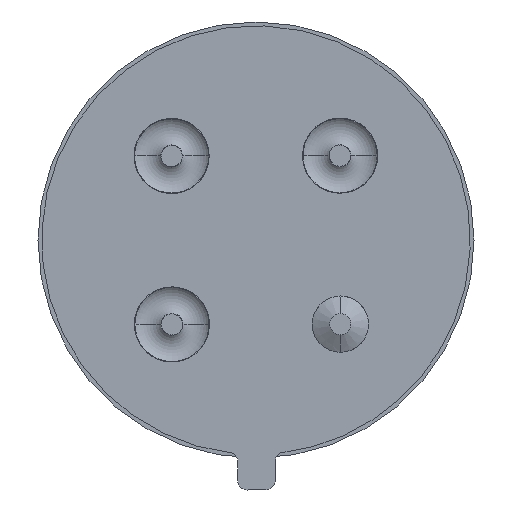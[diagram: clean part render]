
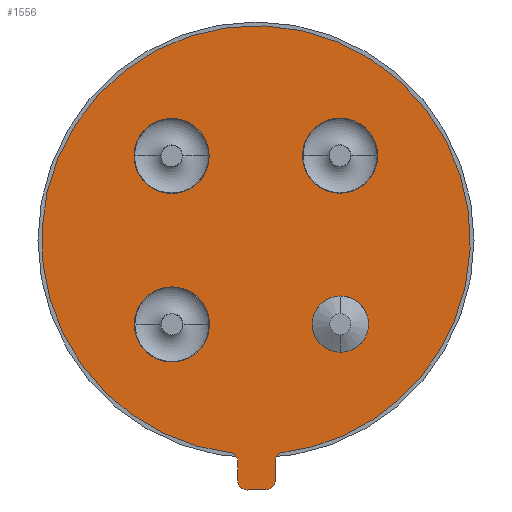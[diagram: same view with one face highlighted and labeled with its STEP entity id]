
A CAD part, front view. The second image highlights one B-rep face of the part: STEP entity #1556.
In plain terms, the highlighted planar face has unit normal (0, -1, 0).
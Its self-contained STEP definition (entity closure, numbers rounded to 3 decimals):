
#1048=CARTESIAN_POINT('',(0.,0.,0.));
#1049=DIRECTION('',(0.,-1.,0.));
#1050=DIRECTION('',(0.,0.,1.));
#1051=AXIS2_PLACEMENT_3D('',#1048,#1049,#1050);
#1053=CARTESIAN_POINT('',(0.,0.,0.));
#1054=DIRECTION('',(0.,-1.,0.));
#1055=DIRECTION('',(0.,0.,-1.));
#1056=AXIS2_PLACEMENT_3D('',#1053,#1054,#1055);
#1058=CARTESIAN_POINT('',(0.,0.,0.));
#1059=DIRECTION('',(0.,-1.,0.));
#1060=DIRECTION('',(-0.874,0.,-0.486));
#1061=AXIS2_PLACEMENT_3D('',#1058,#1059,#1060);
#1063=CARTESIAN_POINT('',(-4.135,0.,-2.362));
#1064=DIRECTION('',(0.,1.,0.));
#1065=DIRECTION('',(0.,0.,1.));
#1066=AXIS2_PLACEMENT_3D('',#1063,#1064,#1065);
#1068=CARTESIAN_POINT('',(-4.135,0.,-2.362));
#1069=DIRECTION('',(0.,1.,0.));
#1070=DIRECTION('',(-0.382,0.,0.924));
#1071=AXIS2_PLACEMENT_3D('',#1068,#1069,#1070);
#1073=DIRECTION('',(0.924,0.,0.382));
#1074=VECTOR('',#1073,0.406);
#1075=CARTESIAN_POINT('',(-4.586,0.,-2.333));
#1076=LINE('',#1075,#1074);
#1077=CARTESIAN_POINT('',(-4.663,0.,-2.148));
#1078=DIRECTION('',(0.,-1.,0.));
#1079=DIRECTION('',(0.,0.,-1.));
#1080=AXIS2_PLACEMENT_3D('',#1077,#1078,#1079);
#1082=CARTESIAN_POINT('',(-4.663,0.,-2.148));
#1083=DIRECTION('',(0.,-1.,0.));
#1084=DIRECTION('',(-0.924,0.,-0.383));
#1085=AXIS2_PLACEMENT_3D('',#1082,#1083,#1084);
#1087=DIRECTION('',(0.383,0.,-0.924));
#1088=VECTOR('',#1087,0.399);
#1089=CARTESIAN_POINT('',(-5.,0.,-1.856));
#1090=LINE('',#1089,#1088);
#1091=CARTESIAN_POINT('',(-4.816,0.,-1.78));
#1092=DIRECTION('',(0.,-1.,0.));
#1093=DIRECTION('',(-0.376,0.,0.927));
#1094=AXIS2_PLACEMENT_3D('',#1091,#1092,#1093);
#1096=DIRECTION('',(-0.927,0.,-0.376));
#1097=VECTOR('',#1096,0.403);
#1098=CARTESIAN_POINT('',(-4.517,0.,-1.443));
#1099=LINE('',#1098,#1097);
#1100=CARTESIAN_POINT('',(-4.592,0.,-1.257));
#1101=DIRECTION('',(0.,1.,0.));
#1102=DIRECTION('',(1.,0.,-0.022));
#1103=AXIS2_PLACEMENT_3D('',#1100,#1101,#1102);
#1105=CARTESIAN_POINT('',(-0.972,0.,-2.347));
#1106=DIRECTION('',(0.,1.,0.));
#1107=DIRECTION('',(0.,0.,1.));
#1108=AXIS2_PLACEMENT_3D('',#1105,#1106,#1107);
#1110=CARTESIAN_POINT('',(-0.972,0.,-2.347));
#1111=DIRECTION('',(0.,1.,0.));
#1112=DIRECTION('',(0.,0.,-1.));
#1113=AXIS2_PLACEMENT_3D('',#1110,#1111,#1112);
#1115=CARTESIAN_POINT('',(0.972,0.,2.347));
#1116=DIRECTION('',(0.,1.,0.));
#1117=DIRECTION('',(0.,0.,1.));
#1118=AXIS2_PLACEMENT_3D('',#1115,#1116,#1117);
#1120=CARTESIAN_POINT('',(0.972,0.,2.347));
#1121=DIRECTION('',(0.,1.,0.));
#1122=DIRECTION('',(0.,0.,-1.));
#1123=AXIS2_PLACEMENT_3D('',#1120,#1121,#1122);
#1125=CARTESIAN_POINT('',(2.347,0.,-0.972));
#1126=DIRECTION('',(0.,1.,0.));
#1127=DIRECTION('',(0.,0.,1.));
#1128=AXIS2_PLACEMENT_3D('',#1125,#1126,#1127);
#1130=CARTESIAN_POINT('',(2.347,0.,-0.972));
#1131=DIRECTION('',(0.,1.,0.));
#1132=DIRECTION('',(0.,0.,-1.));
#1133=AXIS2_PLACEMENT_3D('',#1130,#1131,#1132);
#1135=CARTESIAN_POINT('',(-2.347,0.,0.972));
#1136=DIRECTION('',(0.,1.,0.));
#1137=DIRECTION('',(0.,0.,1.));
#1138=AXIS2_PLACEMENT_3D('',#1135,#1136,#1137);
#1140=CARTESIAN_POINT('',(-2.347,0.,0.972));
#1141=DIRECTION('',(0.,1.,0.));
#1142=DIRECTION('',(0.,0.,-1.));
#1143=AXIS2_PLACEMENT_3D('',#1140,#1141,#1142);
#1227=CARTESIAN_POINT('',(-4.663,0.,-2.348));
#1229=VERTEX_POINT('',#1227);
#1231=CARTESIAN_POINT('',(-4.891,0.,-1.594));
#1233=VERTEX_POINT('',#1231);
#1235=CARTESIAN_POINT('',(2.347,0.,-0.172));
#1237=VERTEX_POINT('',#1235);
#1243=CARTESIAN_POINT('',(0.972,0.,3.147));
#1244=CARTESIAN_POINT('',(0.972,0.,1.547));
#1245=VERTEX_POINT('',#1243);
#1246=VERTEX_POINT('',#1244);
#1248=CARTESIAN_POINT('',(-4.517,0.,-1.443));
#1250=VERTEX_POINT('',#1248);
#1261=CARTESIAN_POINT('',(-4.848,0.,-2.225));
#1263=VERTEX_POINT('',#1261);
#1277=CARTESIAN_POINT('',(0.,0.,4.57));
#1278=CARTESIAN_POINT('',(-4.392,0.,
-1.262));
#1279=VERTEX_POINT('',#1277);
#1280=VERTEX_POINT('',#1278);
#1281=CARTESIAN_POINT('',(-0.972,0.,-2.947));
#1282=VERTEX_POINT('',#1281);
#1287=CARTESIAN_POINT('',(0.,0.,-4.57));
#1288=VERTEX_POINT('',#1287);
#1289=CARTESIAN_POINT('',(2.347,0.,-1.772));
#1290=VERTEX_POINT('',#1289);
#1291=CARTESIAN_POINT('',(-5.,0.,-1.856));
#1292=VERTEX_POINT('',#1291);
#1293=CARTESIAN_POINT('',(-3.995,0.,
-2.219));
#1294=VERTEX_POINT('',#1293);
#1295=CARTESIAN_POINT('',(-2.347,0.,1.772));
#1296=VERTEX_POINT('',#1295);
#1299=CARTESIAN_POINT('',(-4.586,0.,-2.333));
#1300=CARTESIAN_POINT('',(-4.211,0.,-2.177));
#1301=VERTEX_POINT('',#1299);
#1302=VERTEX_POINT('',#1300);
#1307=CARTESIAN_POINT('',(-0.972,0.,-1.747));
#1308=VERTEX_POINT('',#1307);
#1317=CARTESIAN_POINT('',(-2.347,0.,0.172));
#1318=VERTEX_POINT('',#1317);
#1321=CARTESIAN_POINT('',(-4.135,0.,-2.162));
#1322=VERTEX_POINT('',#1321);
#1503=CARTESIAN_POINT('',(0.,0.,0.));
#1504=DIRECTION('',(0.,-1.,0.));
#1505=DIRECTION('',(0.,0.,-1.));
#1506=AXIS2_PLACEMENT_3D('',#1503,#1504,#1505);
#1507=PLANE('',#1506);
#1508=ORIENTED_EDGE('',*,*,#1493,.F.);
#1510=ORIENTED_EDGE('',*,*,#1509,.F.);
#1512=ORIENTED_EDGE('',*,*,#1511,.F.);
#1514=ORIENTED_EDGE('',*,*,#1513,.F.);
#1516=ORIENTED_EDGE('',*,*,#1515,.F.);
#1518=ORIENTED_EDGE('',*,*,#1517,.F.);
#1520=ORIENTED_EDGE('',*,*,#1519,.F.);
#1522=ORIENTED_EDGE('',*,*,#1521,.F.);
#1524=ORIENTED_EDGE('',*,*,#1523,.F.);
#1526=ORIENTED_EDGE('',*,*,#1525,.F.);
#1528=ORIENTED_EDGE('',*,*,#1527,.F.);
#1530=ORIENTED_EDGE('',*,*,#1529,.F.);
#1531=EDGE_LOOP('',(#1508,#1510,#1512,#1514,#1516,#1518,#1520,#1522,#1524,#1526,
#1528,#1530));
#1532=FACE_OUTER_BOUND('',#1531,.F.);
#1534=ORIENTED_EDGE('',*,*,#1533,.F.);
#1536=ORIENTED_EDGE('',*,*,#1535,.F.);
#1537=EDGE_LOOP('',(#1534,#1536));
#1538=FACE_BOUND('',#1537,.F.);
#1540=ORIENTED_EDGE('',*,*,#1539,.F.);
#1541=ORIENTED_EDGE('',*,*,#1332,.F.);
#1542=EDGE_LOOP('',(#1540,#1541));
#1543=FACE_BOUND('',#1542,.F.);
#1545=ORIENTED_EDGE('',*,*,#1544,.F.);
#1547=ORIENTED_EDGE('',*,*,#1546,.F.);
#1548=EDGE_LOOP('',(#1545,#1547));
#1549=FACE_BOUND('',#1548,.F.);
#1551=ORIENTED_EDGE('',*,*,#1550,.F.);
#1553=ORIENTED_EDGE('',*,*,#1552,.F.);
#1554=EDGE_LOOP('',(#1551,#1553));
#1555=FACE_BOUND('',#1554,.F.);
#1052=CIRCLE('',#1051,4.57);
#1057=CIRCLE('',#1056,4.57);
#1062=CIRCLE('',#1061,4.57);
#1067=CIRCLE('',#1066,0.2);
#1072=CIRCLE('',#1071,0.2);
#1081=CIRCLE('',#1080,0.2);
#1086=CIRCLE('',#1085,0.2);
#1095=CIRCLE('',#1094,0.2);
#1104=CIRCLE('',#1103,0.2);
#1109=CIRCLE('',#1108,0.6);
#1114=CIRCLE('',#1113,0.6);
#1119=CIRCLE('',#1118,0.8);
#1124=CIRCLE('',#1123,0.8);
#1129=CIRCLE('',#1128,0.8);
#1134=CIRCLE('',#1133,0.8);
#1139=CIRCLE('',#1138,0.8);
#1144=CIRCLE('',#1143,0.8);
#1332=EDGE_CURVE('',#1246,#1245,#1124,.T.);
#1493=EDGE_CURVE('',#1279,#1280,#1052,.T.);
#1509=EDGE_CURVE('',#1288,#1279,#1057,.T.);
#1511=EDGE_CURVE('',#1294,#1288,#1062,.T.);
#1513=EDGE_CURVE('',#1322,#1294,#1067,.T.);
#1515=EDGE_CURVE('',#1302,#1322,#1072,.T.);
#1517=EDGE_CURVE('',#1301,#1302,#1076,.T.);
#1519=EDGE_CURVE('',#1229,#1301,#1081,.T.);
#1521=EDGE_CURVE('',#1263,#1229,#1086,.T.);
#1523=EDGE_CURVE('',#1292,#1263,#1090,.T.);
#1525=EDGE_CURVE('',#1233,#1292,#1095,.T.);
#1527=EDGE_CURVE('',#1250,#1233,#1099,.T.);
#1529=EDGE_CURVE('',#1280,#1250,#1104,.T.);
#1533=EDGE_CURVE('',#1308,#1282,#1109,.T.);
#1535=EDGE_CURVE('',#1282,#1308,#1114,.T.);
#1539=EDGE_CURVE('',#1245,#1246,#1119,.T.);
#1544=EDGE_CURVE('',#1237,#1290,#1129,.T.);
#1546=EDGE_CURVE('',#1290,#1237,#1134,.T.);
#1550=EDGE_CURVE('',#1296,#1318,#1139,.T.);
#1552=EDGE_CURVE('',#1318,#1296,#1144,.T.);
#1556=ADVANCED_FACE('',(#1532,#1538,#1543,#1549,#1555),#1507,.T.);
